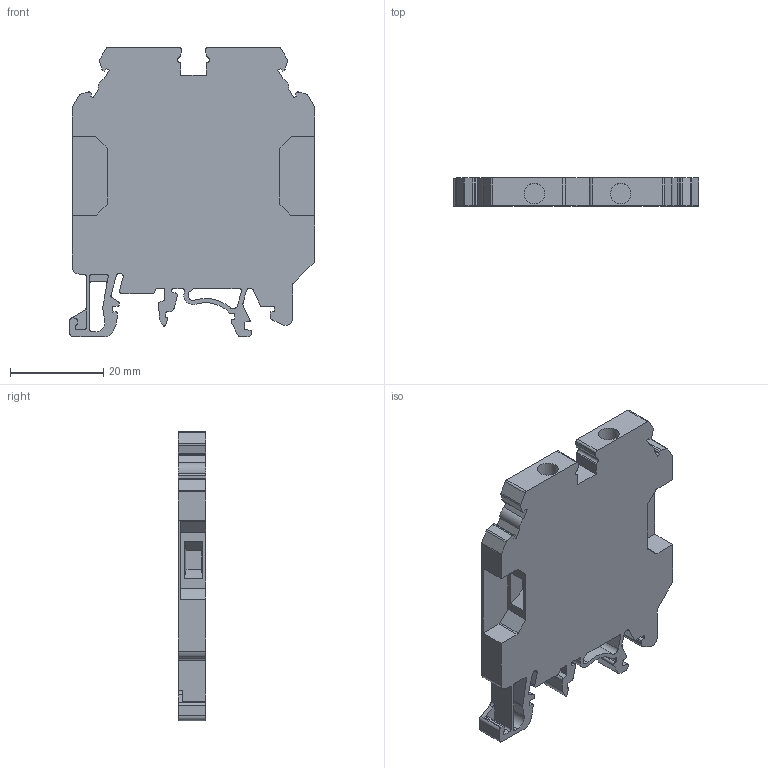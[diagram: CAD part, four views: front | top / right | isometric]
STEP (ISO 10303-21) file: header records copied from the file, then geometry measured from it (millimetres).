
FILE_DESCRIPTION( ( 'Unknown' ), '1' );
FILE_NAME( 'CHV4U.stp', 'Unknown', ( 'Unknown' ), ( 'Unknown' ), 'PSStep 14.0', 'Unknown', ' ' );
FILE_SCHEMA( ( 'AUTOMOTIVE_DESIGN { 1 0 10303 214 1 1 1 1 }' ) );
Length unit declared in the file: millimetre
Products named in the file (1): 1
Bounding box: 52.65 x 6 x 62 mm (x, y, z)
Volume: 13769.3 mm3; surface area: 8270.4 mm2
Topology: 1 solids, 1 shells, 230 faces, 664 edges, 440 vertices
Faces by surface type: plane 133, cylinder 97
Full cylindrical faces by diameter (mm): 4.4 x2
Entity records: 9432 total; most frequent: CARTESIAN_POINT 1333, ORIENTED_EDGE 1324, DIRECTION 1318, EDGE_CURVE 662, LINE 468, VECTOR 468, VERTEX_POINT 440, AXIS2_PLACEMENT_3D 425
